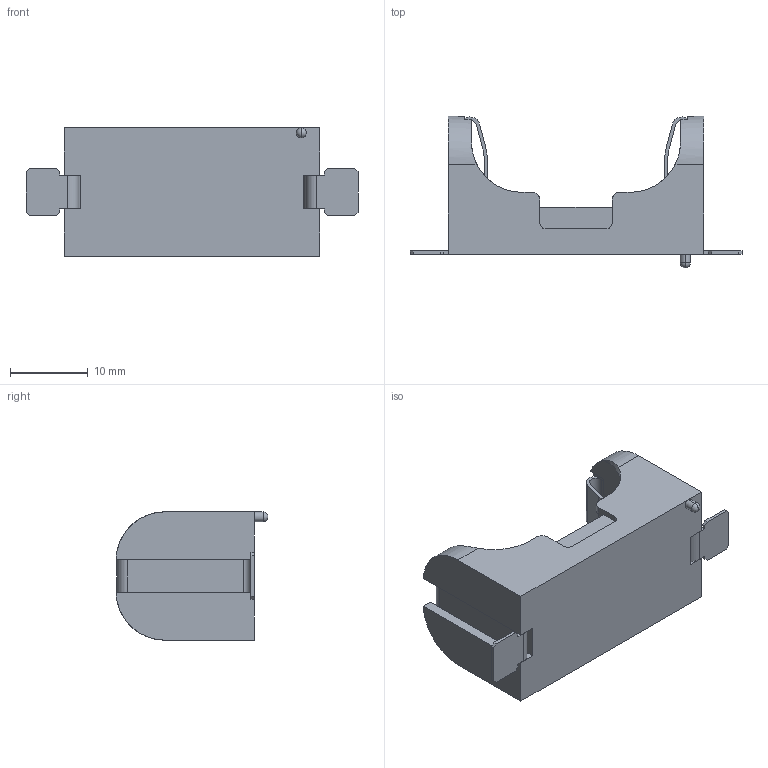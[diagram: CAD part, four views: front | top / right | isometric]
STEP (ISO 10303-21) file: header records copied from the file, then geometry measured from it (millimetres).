
FILE_DESCRIPTION (( 'STEP AP214' ), '1' );
FILE_NAME ('BH1-2AA-SM.STEP', '2019-11-12T12:06:21', ( '' ), ( '' ), 'SwSTEP 2.0', 'SolidWorks 2017', '' );
FILE_SCHEMA (( 'AUTOMOTIVE_DESIGN' ));
Length unit declared in the file: millimetre
Products named in the file (1): BH1-2AA-SM
Bounding box: 42.75 x 19.56 x 16.51 mm (x, y, z)
Volume: 2992.4 mm3; surface area: 3788.5 mm2
Topology: 3 solids, 3 shells, 199 faces, 546 edges, 359 vertices
Faces by surface type: plane 162, cylinder 35, sphere 2
Entity records: 6344 total; most frequent: CARTESIAN_POINT 1183, ORIENTED_EDGE 1084, DIRECTION 1030, EDGE_CURVE 542, VECTOR 430, LINE 430, VERTEX_POINT 357, AXIS2_PLACEMENT_3D 300
